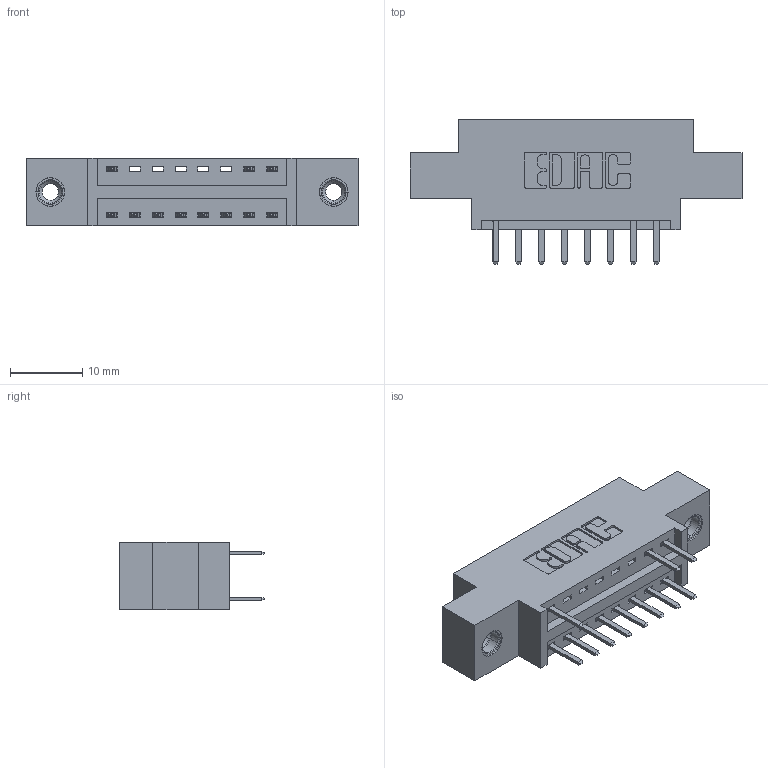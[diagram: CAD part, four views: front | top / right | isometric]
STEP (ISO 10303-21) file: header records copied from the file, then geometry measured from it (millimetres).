
FILE_DESCRIPTION (( 'STEP AP203' ), '1' );
FILE_NAME ('346-016-520-808.STEP', '2018-08-20T03:40:50', ( '' ), ( '' ), 'SwSTEP 2.0', 'SolidWorks 2016', '' );
FILE_SCHEMA (( 'CONFIG_CONTROL_DESIGN' ));
Length unit declared in the file: inch
Products named in the file (4): 345-250-001_345-250-003-102; 346-016-520-808; 346 Part_0.170 Offset - 0.156 Dia-TI; 345-292-001_345-293-120
Assembly tree (14 placements, depth 2):
  346-016-520-808
    346 Part_0.170 Offset - 0.156 Dia-TI
    345-292-001_345-293-120  x11
    345-250-001_345-250-003-102  x2
Bounding box: 45.97 x 20.02 x 9.4 mm (x, y, z)
Volume: 4008 mm3; surface area: 4903.7 mm2
Topology: 14 solids, 14 shells, 832 faces, 2375 edges, 1546 vertices
Faces by surface type: plane 544, cylinder 272, cone 12, torus 4
Entity records: 11070 total; most frequent: CARTESIAN_POINT 1890, ORIENTED_EDGE 1810, DIRECTION 1725, EDGE_CURVE 905, VECTOR 717, LINE 717, VERTEX_POINT 596, AXIS2_PLACEMENT_3D 504
